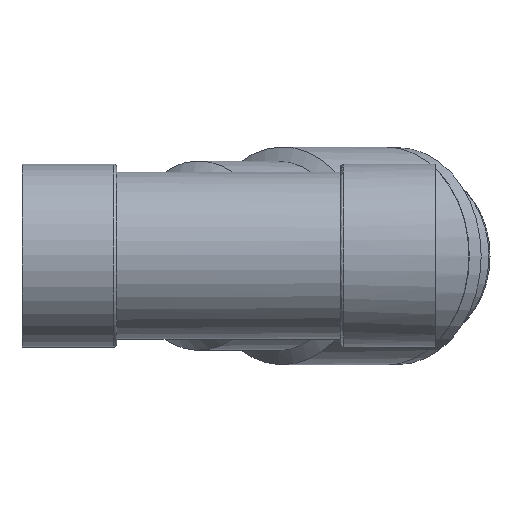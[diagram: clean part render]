
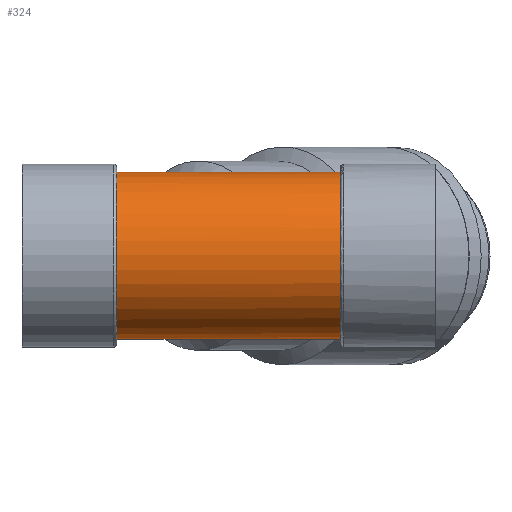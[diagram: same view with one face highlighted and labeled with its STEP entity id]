
A CAD part, top view. The second image highlights one B-rep face of the part: STEP entity #324.
In plain terms, the highlighted cylindrical face has radius 53 mm (diameter 106 mm), a full revolution.
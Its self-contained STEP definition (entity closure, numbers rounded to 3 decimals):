
#38=B_SPLINE_CURVE_WITH_KNOTS($,3,(#585,#586,#587,#588,#589,#590,#591,#592,
#593,#594,#595,#596,#597,#598,#599,#600,#601,#602,#603,#604,#605,#606,#607,
#608,#609,#610),.UNSPECIFIED.,.F.,.F.,(4,2,2,2,2,2,2,2,2,2,2,2,4),(25.993,
26.83,27.666,28.502,29.338,30.187,
31.035,31.883,32.732,34.055,35.378,
36.701,37.127),.UNSPECIFIED.);
#39=B_SPLINE_CURVE_WITH_KNOTS($,3,(#612,#613,#614,#615,#616,#617,#618,#619,
#620,#621,#622,#623,#624,#625,#626,#627),.UNSPECIFIED.,.F.,.F.,(4,2,2,2,
2,2,2,4),(1.567,1.695,3.39,5.122,
6.853,8.246,9.638,9.681),
 .UNSPECIFIED.);
#40=B_SPLINE_CURVE_WITH_KNOTS($,3,(#631,#632,#633,#634,#635,#636,#637,#638,
#639,#640,#641,#642,#643,#644,#645,#646),.UNSPECIFIED.,.F.,.F.,(4,2,2,2,
2,2,2,4),(25.974,26.017,27.409,28.801,
30.533,32.265,33.96,34.088),
 .UNSPECIFIED.);
#41=B_SPLINE_CURVE_WITH_KNOTS($,3,(#647,#648,#649,#650,#651,#652,#653,#654,
#655,#656,#657,#658,#659,#660,#661,#662,#663,#664,#665,#666,#667,#668,#669,
#670,#671,#672),.UNSPECIFIED.,.F.,.F.,(4,2,2,2,2,2,2,2,2,2,2,2,4),(14.86,
15.286,16.609,17.932,19.255,20.104,
20.952,21.801,22.649,23.485,24.321,
25.158,25.994),.UNSPECIFIED.);
#50=CYLINDRICAL_SURFACE($,#367,53.);
#69=FACE_BOUND($,#120,.T.);
#83=FACE_OUTER_BOUND($,#119,.T.);
#119=EDGE_LOOP($,(#258,#259,#260,#261,#262));
#120=EDGE_LOOP($,(#263));
#151=CIRCLE($,#368,53.);
#152=CIRCLE($,#369,53.);
#177=VERTEX_POINT($,#583);
#178=VERTEX_POINT($,#584);
#179=VERTEX_POINT($,#611);
#180=VERTEX_POINT($,#628);
#181=VERTEX_POINT($,#630);
#182=VERTEX_POINT($,#673);
#209=EDGE_CURVE($,#177,#178,#38,.T.);
#210=EDGE_CURVE($,#179,#178,#39,.T.);
#211=EDGE_CURVE($,#179,#180,#151,.T.);
#212=EDGE_CURVE($,#181,#180,#40,.T.);
#213=EDGE_CURVE($,#181,#177,#41,.T.);
#214=EDGE_CURVE($,#182,#182,#152,.T.);
#258=ORIENTED_EDGE($,*,*,#209,.T.);
#259=ORIENTED_EDGE($,*,*,#210,.F.);
#260=ORIENTED_EDGE($,*,*,#211,.T.);
#261=ORIENTED_EDGE($,*,*,#212,.F.);
#262=ORIENTED_EDGE($,*,*,#213,.T.);
#263=ORIENTED_EDGE($,*,*,#214,.F.);
#324=ADVANCED_FACE($,(#83,#69),#50,.T.);
#367=AXIS2_PLACEMENT_3D($,#582,#448,#449);
#368=AXIS2_PLACEMENT_3D($,#629,#450,#451);
#369=AXIS2_PLACEMENT_3D($,#674,#452,#453);
#448=DIRECTION('center_axis',(-1.,0.,0.));
#449=DIRECTION('ref_axis',(0.,0.,-1.));
#450=DIRECTION('center_axis',(-1.,0.,0.));
#451=DIRECTION('ref_axis',(0.,0.,-1.));
#452=DIRECTION('center_axis',(-1.,0.,0.));
#453=DIRECTION('ref_axis',(0.,0.,-1.));
#582=CARTESIAN_POINT('Origin',(103.341,33.934,0.));
#583=CARTESIAN_POINT('',(38.627,33.934,53.));
#584=CARTESIAN_POINT('',(105.846,86.933,-0.327));
#585=CARTESIAN_POINT('Ctrl Pts',(38.627,33.934,53.));
#586=CARTESIAN_POINT('Ctrl Pts',(38.627,36.722,53.));
#587=CARTESIAN_POINT('Ctrl Pts',(38.793,39.599,52.776));
#588=CARTESIAN_POINT('Ctrl Pts',(39.486,45.321,51.843));
#589=CARTESIAN_POINT('Ctrl Pts',(40.014,48.166,51.135));
#590=CARTESIAN_POINT('Ctrl Pts',(41.406,53.63,49.289));
#591=CARTESIAN_POINT('Ctrl Pts',(42.271,56.254,48.15));
#592=CARTESIAN_POINT('Ctrl Pts',(44.264,61.136,45.571));
#593=CARTESIAN_POINT('Ctrl Pts',(45.393,63.393,44.131));
#594=CARTESIAN_POINT('Ctrl Pts',(47.806,67.472,41.119));
#595=CARTESIAN_POINT('Ctrl Pts',(49.187,69.448,39.426));
#596=CARTESIAN_POINT('Ctrl Pts',(52.245,73.099,35.802));
#597=CARTESIAN_POINT('Ctrl Pts',(53.921,74.775,33.87));
#598=CARTESIAN_POINT('Ctrl Pts',(57.504,77.749,29.923));
#599=CARTESIAN_POINT('Ctrl Pts',(59.412,79.049,27.907));
#600=CARTESIAN_POINT('Ctrl Pts',(63.369,81.262,23.962));
#601=CARTESIAN_POINT('Ctrl Pts',(65.418,82.176,22.035));
#602=CARTESIAN_POINT('Ctrl Pts',(70.667,84.079,17.428));
#603=CARTESIAN_POINT('Ctrl Pts',(74.065,84.901,14.754));
#604=CARTESIAN_POINT('Ctrl Pts',(81.278,86.067,9.875));
#605=CARTESIAN_POINT('Ctrl Pts',(85.095,86.411,7.673));
#606=CARTESIAN_POINT('Ctrl Pts',(93.104,86.829,3.854));
#607=CARTESIAN_POINT('Ctrl Pts',(97.298,86.904,2.235));
#608=CARTESIAN_POINT('Ctrl Pts',(103.02,86.934,0.457));
#609=CARTESIAN_POINT('Ctrl Pts',(104.427,86.936,0.052));
#610=CARTESIAN_POINT('Ctrl Pts',(105.846,86.933,-0.327));
#611=CARTESIAN_POINT('',(174.277,63.647,43.888));
#612=CARTESIAN_POINT('Ctrl Pts',(174.277,63.647,43.888));
#613=CARTESIAN_POINT('Ctrl Pts',(173.936,63.907,43.712));
#614=CARTESIAN_POINT('Ctrl Pts',(173.592,64.164,43.535));
#615=CARTESIAN_POINT('Ctrl Pts',(168.686,67.771,40.998));
#616=CARTESIAN_POINT('Ctrl Pts',(163.785,70.585,38.429));
#617=CARTESIAN_POINT('Ctrl Pts',(154.556,75.155,33.488));
#618=CARTESIAN_POINT('Ctrl Pts',(149.328,77.326,30.636));
#619=CARTESIAN_POINT('Ctrl Pts',(138.801,80.993,24.634));
#620=CARTESIAN_POINT('Ctrl Pts',(133.506,82.496,21.482));
#621=CARTESIAN_POINT('Ctrl Pts',(124.92,84.543,15.957));
#622=CARTESIAN_POINT('Ctrl Pts',(120.757,85.38,13.128));
#623=CARTESIAN_POINT('Ctrl Pts',(112.843,86.574,6.934));
#624=CARTESIAN_POINT('Ctrl Pts',(109.102,86.934,3.555));
#625=CARTESIAN_POINT('Ctrl Pts',(106.027,86.934,-0.108));
#626=CARTESIAN_POINT('Ctrl Pts',(105.937,86.934,-0.217));
#627=CARTESIAN_POINT('Ctrl Pts',(105.846,86.933,-0.327));
#628=CARTESIAN_POINT('',(174.277,4.222,43.888));
#629=CARTESIAN_POINT('Origin',(174.277,33.934,0.));
#630=CARTESIAN_POINT('',(105.846,-19.064,-0.327));
#631=CARTESIAN_POINT('Ctrl Pts',(105.846,-19.064,-0.327));
#632=CARTESIAN_POINT('Ctrl Pts',(105.937,-19.065,-0.217));
#633=CARTESIAN_POINT('Ctrl Pts',(106.027,-19.066,-0.108));
#634=CARTESIAN_POINT('Ctrl Pts',(109.102,-19.066,3.555));
#635=CARTESIAN_POINT('Ctrl Pts',(112.843,-18.705,6.934));
#636=CARTESIAN_POINT('Ctrl Pts',(120.757,-17.511,13.128));
#637=CARTESIAN_POINT('Ctrl Pts',(124.92,-16.674,15.957));
#638=CARTESIAN_POINT('Ctrl Pts',(133.506,-14.627,21.482));
#639=CARTESIAN_POINT('Ctrl Pts',(138.801,-13.124,24.634));
#640=CARTESIAN_POINT('Ctrl Pts',(149.328,-9.457,30.636));
#641=CARTESIAN_POINT('Ctrl Pts',(154.556,-7.286,33.488));
#642=CARTESIAN_POINT('Ctrl Pts',(163.786,-2.715,38.43));
#643=CARTESIAN_POINT('Ctrl Pts',(168.688,0.099,41.));
#644=CARTESIAN_POINT('Ctrl Pts',(173.594,3.707,43.536));
#645=CARTESIAN_POINT('Ctrl Pts',(173.937,3.963,43.713));
#646=CARTESIAN_POINT('Ctrl Pts',(174.277,4.222,43.888));
#647=CARTESIAN_POINT('Ctrl Pts',(105.846,-19.064,-0.327));
#648=CARTESIAN_POINT('Ctrl Pts',(104.427,-19.067,0.052));
#649=CARTESIAN_POINT('Ctrl Pts',(103.02,-19.065,0.457));
#650=CARTESIAN_POINT('Ctrl Pts',(97.298,-19.035,2.235));
#651=CARTESIAN_POINT('Ctrl Pts',(93.104,-18.96,3.854));
#652=CARTESIAN_POINT('Ctrl Pts',(85.095,-18.542,7.673));
#653=CARTESIAN_POINT('Ctrl Pts',(81.278,-18.198,9.875));
#654=CARTESIAN_POINT('Ctrl Pts',(74.065,-17.032,14.754));
#655=CARTESIAN_POINT('Ctrl Pts',(70.667,-16.21,17.428));
#656=CARTESIAN_POINT('Ctrl Pts',(65.418,-14.307,22.035));
#657=CARTESIAN_POINT('Ctrl Pts',(63.369,-13.393,23.962));
#658=CARTESIAN_POINT('Ctrl Pts',(59.412,-11.18,27.907));
#659=CARTESIAN_POINT('Ctrl Pts',(57.504,-9.88,29.923));
#660=CARTESIAN_POINT('Ctrl Pts',(53.921,-6.906,33.87));
#661=CARTESIAN_POINT('Ctrl Pts',(52.245,-5.23,35.802));
#662=CARTESIAN_POINT('Ctrl Pts',(49.187,-1.579,39.426));
#663=CARTESIAN_POINT('Ctrl Pts',(47.806,0.397,41.119));
#664=CARTESIAN_POINT('Ctrl Pts',(45.393,4.475,44.131));
#665=CARTESIAN_POINT('Ctrl Pts',(44.264,6.733,45.571));
#666=CARTESIAN_POINT('Ctrl Pts',(42.271,11.615,48.15));
#667=CARTESIAN_POINT('Ctrl Pts',(41.406,14.239,49.289));
#668=CARTESIAN_POINT('Ctrl Pts',(40.014,19.703,51.135));
#669=CARTESIAN_POINT('Ctrl Pts',(39.486,22.548,51.843));
#670=CARTESIAN_POINT('Ctrl Pts',(38.793,28.27,52.776));
#671=CARTESIAN_POINT('Ctrl Pts',(38.627,31.147,53.));
#672=CARTESIAN_POINT('Ctrl Pts',(38.627,33.934,53.));
#673=CARTESIAN_POINT('',(32.404,33.934,53.));
#674=CARTESIAN_POINT('Origin',(32.404,33.934,0.));
